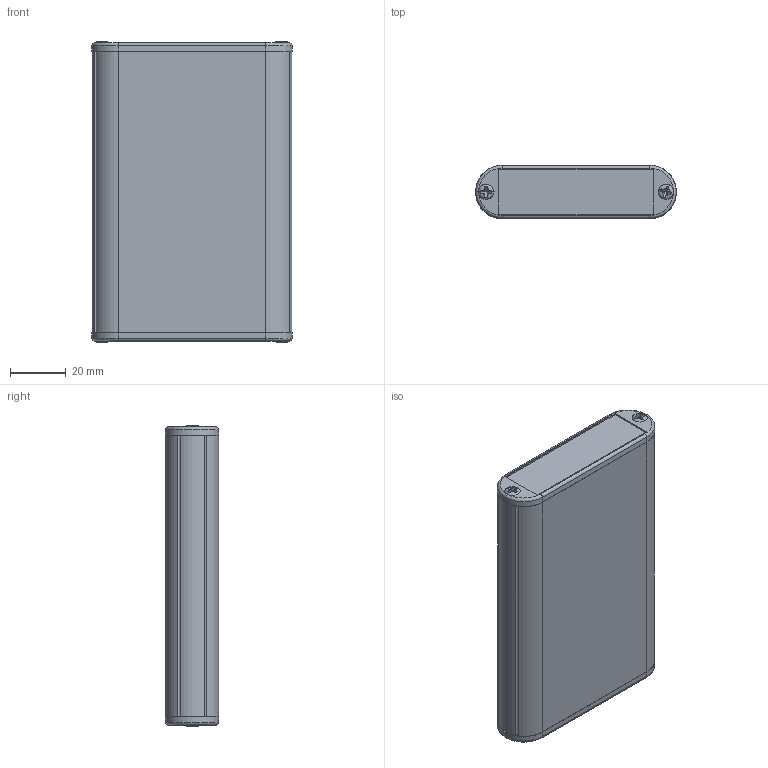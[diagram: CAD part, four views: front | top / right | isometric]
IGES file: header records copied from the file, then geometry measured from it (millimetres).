
Global section: file name: No Iges File Name specified; native system: Autodesk Inventor 2011; preprocessor: AutoDesk Inventor Iges Exporter R2011; author: tfoster; date: 20110407.113810; units: inch
Bounding box: 72.04 x 19.15 x 108 mm (x, y, z)
Volume: 40454.8 mm3; surface area: 43678.3 mm2
Topology: 7 solids, 7 shells, 398 faces, 1024 edges, 652 vertices
Faces by surface type: plane 162, revolution 76, bspline 72, cylinder 40, cone 36, torus 12
